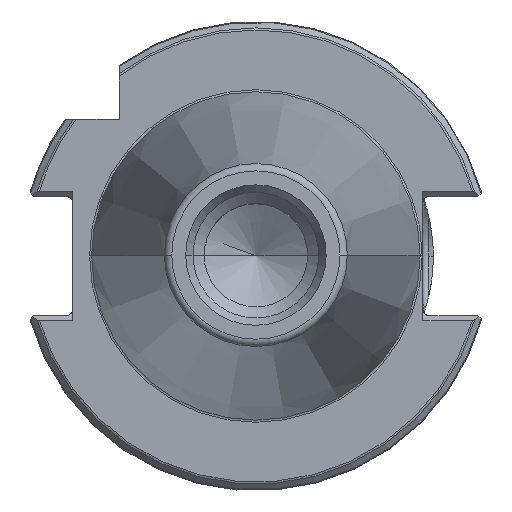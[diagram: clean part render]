
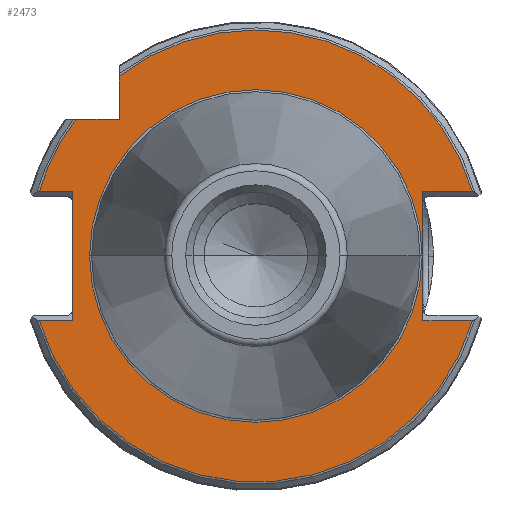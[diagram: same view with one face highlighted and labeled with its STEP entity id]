
A CAD part, top view. The second image highlights one B-rep face of the part: STEP entity #2473.
In plain terms, the highlighted planar face has unit normal (0, 0, 1).
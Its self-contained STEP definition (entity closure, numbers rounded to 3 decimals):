
#4 = FACE_BOUND ( 'NONE', #1779, .T. ) ;
#13 = DIRECTION ( 'NONE',  ( 1., 0., 0. ) ) ;
#17 = ORIENTED_EDGE ( 'NONE', *, *, #333, .T. ) ;
#41 = CARTESIAN_POINT ( 'NONE',  ( -18.5, 0., -3.2 ) ) ;
#43 = CARTESIAN_POINT ( 'NONE',  ( -29.306, 8.75, -3.2 ) ) ;
#76 = AXIS2_PLACEMENT_3D ( 'NONE', #2937, #2143, #3218 ) ;
#95 = FACE_OUTER_BOUND ( 'NONE', #2945, .T. ) ;
#97 = DIRECTION ( 'NONE',  ( -1., 0., 0. ) ) ;
#135 = CARTESIAN_POINT ( 'NONE',  ( 0., 0., -3.2 ) ) ;
#205 = DIRECTION ( 'NONE',  ( -1., 0., 0. ) ) ;
#218 = EDGE_CURVE ( 'NONE', #2004, #1538, #2657, .T. ) ;
#253 = CARTESIAN_POINT ( 'NONE',  ( 22.6, -8.05, -3.2 ) ) ;
#262 = CARTESIAN_POINT ( 'NONE',  ( -24.8, 8.75, -3.2 ) ) ;
#271 = VERTEX_POINT ( 'NONE', #3171 ) ;
#286 = CARTESIAN_POINT ( 'NONE',  ( -22.5, 0., -3.2 ) ) ;
#316 = VERTEX_POINT ( 'NONE', #2519 ) ;
#333 = EDGE_CURVE ( 'NONE', #1538, #1682, #818, .T. ) ;
#386 = ORIENTED_EDGE ( 'NONE', *, *, #1220, .T. ) ;
#411 = CARTESIAN_POINT ( 'NONE',  ( 0., 18.5, -3.2 ) ) ;
#420 = LINE ( 'NONE', #253, #1130 ) ;
#437 = DIRECTION ( 'NONE',  ( 1., 0., 0. ) ) ;
#482 = DIRECTION ( 'NONE',  ( 1., 0., 0. ) ) ;
#573 = EDGE_CURVE ( 'NONE', #271, #596, #1241, .T. ) ;
#596 = VERTEX_POINT ( 'NONE', #286 ) ;
#597 = VECTOR ( 'NONE', #989, 1000. ) ;
#608 = EDGE_CURVE ( 'NONE', #2010, #2080, #1760, .T. ) ;
#622 = CARTESIAN_POINT ( 'NONE',  ( -29.306, -8.75, -3.2 ) ) ;
#639 = VERTEX_POINT ( 'NONE', #262 ) ;
#653 = DIRECTION ( 'NONE',  ( 0., 0., 1. ) ) ;
#657 = VECTOR ( 'NONE', #2340, 1000. ) ;
#660 = CARTESIAN_POINT ( 'NONE',  ( 0., 0., -3.2 ) ) ;
#688 = VECTOR ( 'NONE', #3093, 1000. ) ;
#693 = CARTESIAN_POINT ( 'NONE',  ( -24.355, 18.5, -3.2 ) ) ;
#738 = LINE ( 'NONE', #1475, #657 ) ;
#817 = DIRECTION ( 'NONE',  ( 1., 0., 0. ) ) ;
#818 = CIRCLE ( 'NONE', #2545, 30.584 ) ;
#832 = LINE ( 'NONE', #1221, #2798 ) ;
#882 = ORIENTED_EDGE ( 'NONE', *, *, #1552, .T. ) ;
#898 = EDGE_CURVE ( 'NONE', #1682, #1487, #2400, .T. ) ;
#941 = VECTOR ( 'NONE', #97, 1000. ) ;
#949 = DIRECTION ( 'NONE',  ( -1., 0., 0. ) ) ;
#960 = DIRECTION ( 'NONE',  ( 0., 0., 1. ) ) ;
#981 = ORIENTED_EDGE ( 'NONE', *, *, #2791, .F. ) ;
#989 = DIRECTION ( 'NONE',  ( 0., -1., 0. ) ) ;
#991 = CIRCLE ( 'NONE', #1203, 30.584 ) ;
#996 = CARTESIAN_POINT ( 'NONE',  ( 0., -8.75, -3.2 ) ) ;
#1002 = CARTESIAN_POINT ( 'NONE',  ( 0., 0., -3.2 ) ) ;
#1130 = VECTOR ( 'NONE', #1660, 1000. ) ;
#1140 = ORIENTED_EDGE ( 'NONE', *, *, #2989, .T. ) ;
#1149 = CARTESIAN_POINT ( 'NONE',  ( 29.306, -8.75, -3.2 ) ) ;
#1203 = AXIS2_PLACEMENT_3D ( 'NONE', #135, #2078, #437 ) ;
#1213 = VERTEX_POINT ( 'NONE', #622 ) ;
#1220 = EDGE_CURVE ( 'NONE', #2495, #316, #3159, .T. ) ;
#1221 = CARTESIAN_POINT ( 'NONE',  ( -24.8, 8.75, -3.2 ) ) ;
#1241 = CIRCLE ( 'NONE', #1432, 22.5 ) ;
#1311 = DIRECTION ( 'NONE',  ( 1., 0., 0. ) ) ;
#1321 = ORIENTED_EDGE ( 'NONE', *, *, #608, .T. ) ;
#1432 = AXIS2_PLACEMENT_3D ( 'NONE', #1002, #960, #817 ) ;
#1439 = ORIENTED_EDGE ( 'NONE', *, *, #2784, .T. ) ;
#1475 = CARTESIAN_POINT ( 'NONE',  ( -24.8, -8.05, -3.2 ) ) ;
#1487 = VERTEX_POINT ( 'NONE', #2064 ) ;
#1495 = CARTESIAN_POINT ( 'NONE',  ( 22.6, 8.75, -3.2 ) ) ;
#1538 = VERTEX_POINT ( 'NONE', #3351 ) ;
#1544 = CARTESIAN_POINT ( 'NONE',  ( -18.5, 24.355, -3.2 ) ) ;
#1552 = EDGE_CURVE ( 'NONE', #3204, #1213, #2421, .T. ) ;
#1566 = LINE ( 'NONE', #411, #941 ) ;
#1660 = DIRECTION ( 'NONE',  ( 0., 1., 0. ) ) ;
#1677 = VECTOR ( 'NONE', #949, 1000. ) ;
#1682 = VERTEX_POINT ( 'NONE', #1544 ) ;
#1760 = CIRCLE ( 'NONE', #2475, 30.584 ) ;
#1779 = EDGE_LOOP ( 'NONE', ( #2620, #2391 ) ) ;
#1787 = ORIENTED_EDGE ( 'NONE', *, *, #2669, .T. ) ;
#1934 = CARTESIAN_POINT ( 'NONE',  ( -24.8, -8.75, -3.2 ) ) ;
#2004 = VERTEX_POINT ( 'NONE', #1495 ) ;
#2010 = VERTEX_POINT ( 'NONE', #693 ) ;
#2064 = CARTESIAN_POINT ( 'NONE',  ( -18.5, 18.5, -3.2 ) ) ;
#2078 = DIRECTION ( 'NONE',  ( 0., 0., 1. ) ) ;
#2080 = VERTEX_POINT ( 'NONE', #43 ) ;
#2143 = DIRECTION ( 'NONE',  ( 0., 0., 1. ) ) ;
#2185 = EDGE_CURVE ( 'NONE', #1487, #2010, #1566, .T. ) ;
#2208 = EDGE_CURVE ( 'NONE', #596, #271, #2877, .T. ) ;
#2243 = ORIENTED_EDGE ( 'NONE', *, *, #898, .T. ) ;
#2302 = CARTESIAN_POINT ( 'NONE',  ( 0., 8.75, -3.2 ) ) ;
#2337 = VECTOR ( 'NONE', #205, 1000. ) ;
#2340 = DIRECTION ( 'NONE',  ( 0., 1., 0. ) ) ;
#2391 = ORIENTED_EDGE ( 'NONE', *, *, #2208, .F. ) ;
#2400 = LINE ( 'NONE', #41, #597 ) ;
#2405 = ORIENTED_EDGE ( 'NONE', *, *, #218, .T. ) ;
#2421 = LINE ( 'NONE', #3420, #2337 ) ;
#2473 = ADVANCED_FACE ( 'NONE', ( #95, #4 ), #2670, .T. ) ;
#2475 = AXIS2_PLACEMENT_3D ( 'NONE', #660, #653, #482 ) ;
#2495 = VERTEX_POINT ( 'NONE', #1149 ) ;
#2513 = DIRECTION ( 'NONE',  ( 0., 0., 1. ) ) ;
#2516 = DIRECTION ( 'NONE',  ( 1., 0., 0. ) ) ;
#2519 = CARTESIAN_POINT ( 'NONE',  ( 22.6, -8.75, -3.2 ) ) ;
#2545 = AXIS2_PLACEMENT_3D ( 'NONE', #2550, #2513, #2516 ) ;
#2550 = CARTESIAN_POINT ( 'NONE',  ( 0., 0., -3.2 ) ) ;
#2620 = ORIENTED_EDGE ( 'NONE', *, *, #573, .F. ) ;
#2657 = LINE ( 'NONE', #2302, #688 ) ;
#2669 = EDGE_CURVE ( 'NONE', #316, #2004, #420, .T. ) ;
#2670 = PLANE ( 'NONE',  #76 ) ;
#2784 = EDGE_CURVE ( 'NONE', #2080, #639, #832, .T. ) ;
#2791 = EDGE_CURVE ( 'NONE', #3204, #639, #738, .T. ) ;
#2798 = VECTOR ( 'NONE', #1311, 1000. ) ;
#2850 = CARTESIAN_POINT ( 'NONE',  ( 0., 0., -3.2 ) ) ;
#2877 = CIRCLE ( 'NONE', #3149, 22.5 ) ;
#2937 = CARTESIAN_POINT ( 'NONE',  ( 0., 0., -3.2 ) ) ;
#2945 = EDGE_LOOP ( 'NONE', ( #3343, #1321, #1439, #981, #882, #1140, #386, #1787, #2405, #17, #2243 ) ) ;
#2989 = EDGE_CURVE ( 'NONE', #1213, #2495, #991, .T. ) ;
#3093 = DIRECTION ( 'NONE',  ( 1., 0., 0. ) ) ;
#3149 = AXIS2_PLACEMENT_3D ( 'NONE', #2850, #3363, #13 ) ;
#3159 = LINE ( 'NONE', #996, #1677 ) ;
#3171 = CARTESIAN_POINT ( 'NONE',  ( 22.5, 0., -3.2 ) ) ;
#3204 = VERTEX_POINT ( 'NONE', #1934 ) ;
#3218 = DIRECTION ( 'NONE',  ( 1., 0., 0. ) ) ;
#3343 = ORIENTED_EDGE ( 'NONE', *, *, #2185, .T. ) ;
#3351 = CARTESIAN_POINT ( 'NONE',  ( 29.306, 8.75, -3.2 ) ) ;
#3363 = DIRECTION ( 'NONE',  ( 0., 0., 1. ) ) ;
#3420 = CARTESIAN_POINT ( 'NONE',  ( -29.506, -8.75, -3.2 ) ) ;
